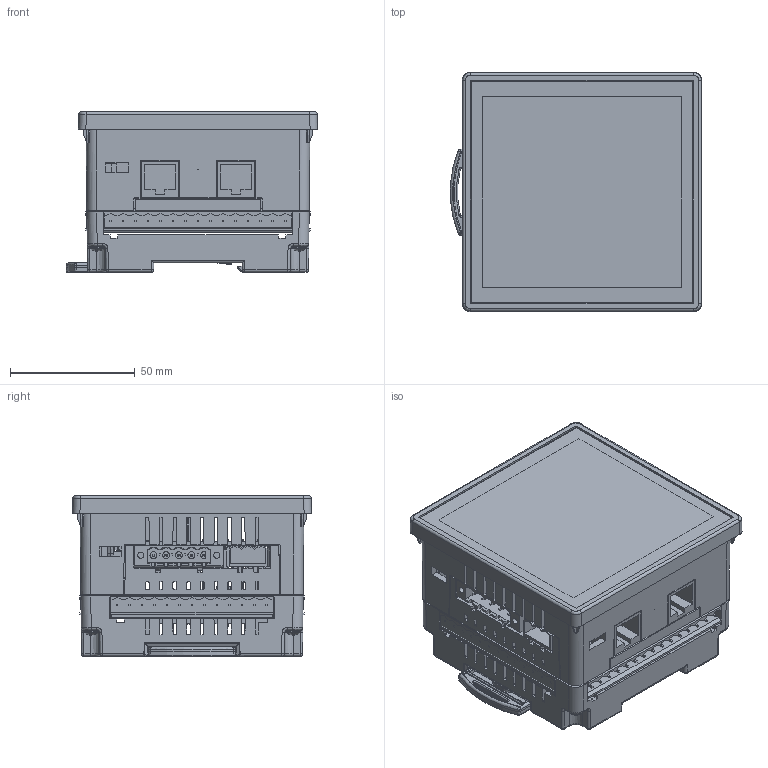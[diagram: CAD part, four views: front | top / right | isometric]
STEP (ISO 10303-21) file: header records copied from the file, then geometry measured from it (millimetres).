
FILE_DESCRIPTION((''),'2;1');
FILE_NAME('XLt_GENERAL_ASSEMBLY.stp','2008-04-07T09:13:20',('RKEELER'),(''),'Autodesk Inventor 2008','Autodesk Inventor 2008','');
FILE_SCHEMA(('AUTOMOTIVE_DESIGN { 1 0 10303 214 1 1 1 1 }'));
Length unit declared in the file: inch
Products named in the file (34): XLt_GENERAL_ASSEMBLY; XLT_Front; XLE_3_Pin_Blank_R3; XLE_13_PIN_Blank_R3; XLE_Back_R3; XLE_DIN_Rail_Clip_R3; XLE_Power_Blank_R3; XLE_RJ45_Blank_R3; XLE_Transflash_Blank_R3; XLE_Window_R3; XLt_MEMBRANE_TAIL; XLE_SCR; XLE_CPU_HEAPG-DIP_SW; XLE_CPU_HEAPG; CON00981; CON00578; CON00416; 5008730801; 5008730801_1; 5008730801_1A; BATTERY_HOLDER; BATTERY; CON01013; SAM_STACKER_D-12; .025_SQ_PINS-1; 3_POLE_DIP_SW; XLE_IO_4_HEAPG; XLE_IO_BASIC; CON00975; CON00973; CON01000; CON00971; OMEGA_XLt_MEMBRANE
Assembly tree (38 placements, depth 4):
  XLt_GENERAL_ASSEMBLY
    XLT_Front
    XLE_3_Pin_Blank_R3
    XLE_13_PIN_Blank_R3
    XLE_Back_R3
    XLE_DIN_Rail_Clip_R3
    XLE_Power_Blank_R3
    XLE_RJ45_Blank_R3
    XLE_Transflash_Blank_R3
    XLE_Window_R3
    XLt_MEMBRANE_TAIL
    XLE_SCR  x4
    XLE_CPU_HEAPG-DIP_SW
      XLE_CPU_HEAPG
      CON00981  x2
      CON00578
      CON00416
        CON00416
      5008730801
        5008730801_1
        5008730801_1A
      BATTERY_HOLDER
      BATTERY
      CON01013
        SAM_STACKER_D-12  x2
        .025_SQ_PINS-1
      3_POLE_DIP_SW
    XLE_IO_4_HEAPG
      XLE_IO_BASIC
      CON00975
      CON00973
      CON01000
      CON00971
    OMEGA_XLt_MEMBRANE
Bounding box: 100.8 x 96 x 64.5 mm (x, y, z)
Volume: 176755 mm3; surface area: 181551.3 mm2
Topology: 56 solids, 56 shells, 4798 faces, 11809 edges, 7302 vertices
Faces by surface type: plane 3604, cylinder 754, bspline 183, cone 170, sphere 54, torus 33
Full cylindrical faces by diameter (mm): 0.434 x1, 0.635 x46, 0.9 x16, 1.27 x3, 1.4 x5, 1.8 x2, 2.3 x4, 2.4 x2, 2.5 x6, 2.8 x4, 2.845 x8, 3.5 x4, 5.563 x4, 21.336 x1, 24.384 x1
Entity records: 130377 total; most frequent: CARTESIAN_POINT 29169, ORIENTED_EDGE 21218, DIRECTION 19569, EDGE_CURVE 10609, VECTOR 8219, LINE 8219, VERTEX_POINT 6706, AXIS2_PLACEMENT_3D 5675
